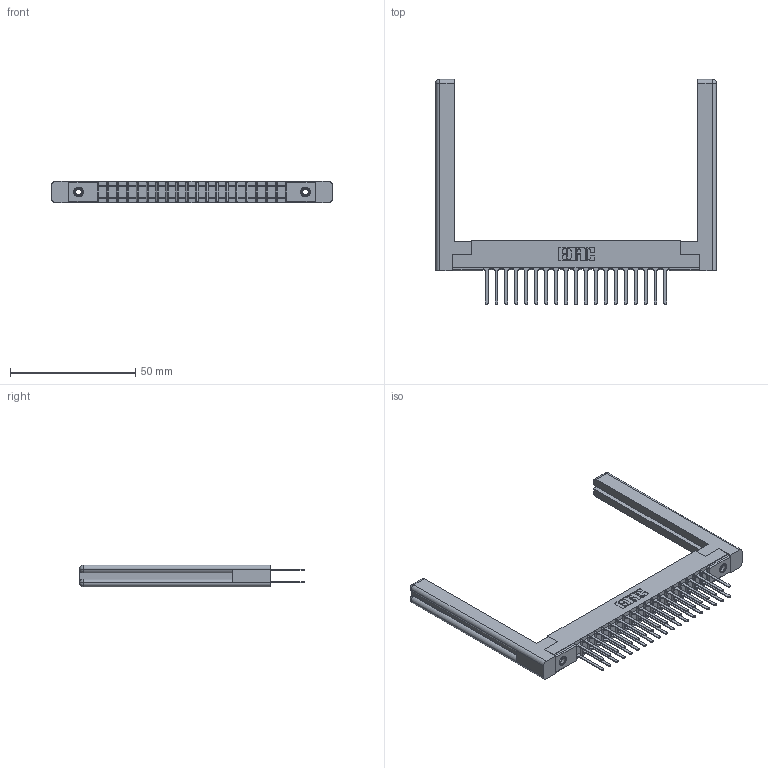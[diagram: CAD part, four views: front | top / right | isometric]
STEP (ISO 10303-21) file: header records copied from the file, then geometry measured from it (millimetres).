
FILE_DESCRIPTION (( 'STEP AP203' ), '1' );
FILE_NAME ('307-038-442-258.STEP', '2020-09-29T19:03:13', ( '' ), ( '' ), 'SwSTEP 2.0', 'SolidWorks 2020', '' );
FILE_SCHEMA (( 'CONFIG_CONTROL_DESIGN' ));
Length unit declared in the file: inch
Products named in the file (5): 345-250-001_345-250-001-102; 307-038-442-258; 307-290-001_542; 307 Part_.156 Dia Mounting Holes; 307-220-058
Assembly tree (43 placements, depth 2):
  307-038-442-258
    307 Part_.156 Dia Mounting Holes
    307-290-001_542  x38
    307-220-058  x2
    345-250-001_345-250-001-102  x2
Bounding box: 111.91 x 89.74 x 8.71 mm (x, y, z)
Volume: 15152.4 mm3; surface area: 18927.8 mm2
Topology: 43 solids, 43 shells, 2028 faces, 5617 edges, 3626 vertices
Faces by surface type: plane 1332, cylinder 632, sphere 40, torus 12, cone 12
Entity records: 22333 total; most frequent: CARTESIAN_POINT 3678, ORIENTED_EDGE 3584, DIRECTION 3570, EDGE_CURVE 1792, LINE 1362, VECTOR 1362, VERTEX_POINT 1158, AXIS2_PLACEMENT_3D 1104
